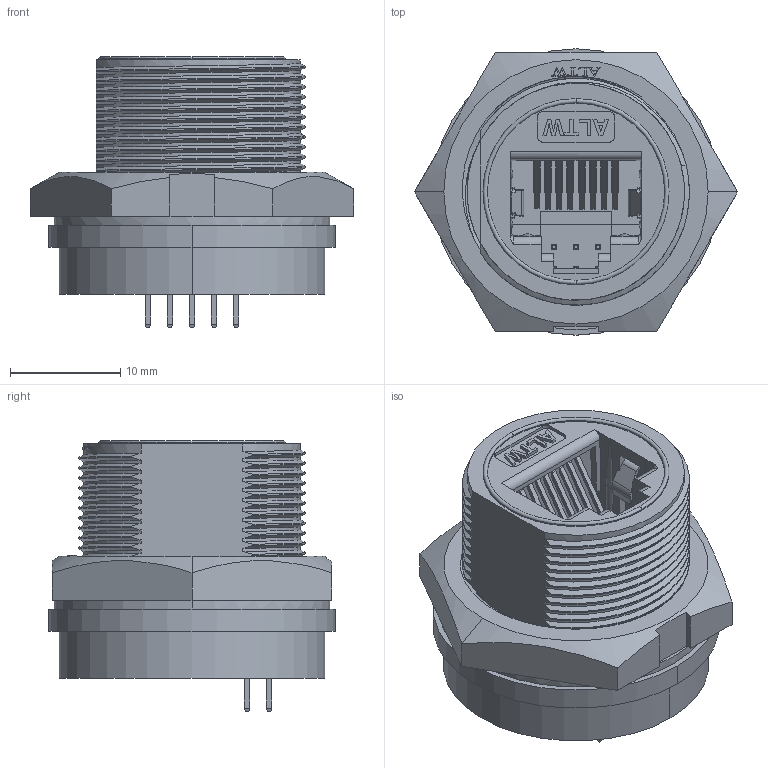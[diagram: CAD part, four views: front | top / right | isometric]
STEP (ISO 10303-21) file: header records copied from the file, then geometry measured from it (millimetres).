
FILE_DESCRIPTION((''),'2;1');
FILE_NAME('RCP-5SPFFC-SCU7001_SW0001','2021-09-17T',('K190067'),(''),'PRO/ENGINEER BY PARAMETRIC TECHNOLOGY CORPORATION, 2013050','PRO/ENGINEER BY PARAMETRIC TECHNOLOGY CORPORATION, 2013050','');
FILE_SCHEMA(('CONFIG_CONTROL_DESIGN'));
Length unit declared in the file: millimetre
Products named in the file (1): RCP-5SPFFC-SCU7001_SW0001
Bounding box: 29.33 x 26 x 24.6 mm (x, y, z)
Volume: 6609.1 mm3; surface area: 5590.9 mm2
Topology: 1 solids, 1 shells, 921 faces, 2455 edges, 1559 vertices
Faces by surface type: plane 543, cylinder 205, bspline 66, extrusion 59, torus 38, cone 10
Entity records: 46331 total; most frequent: CARTESIAN_POINT 17568, ORIENTED_EDGE 4910, DIRECTION 3928, EDGE_CURVE 2455, VECTOR 1792, LINE 1733, VERTEX_POINT 1559, AXIS2_PLACEMENT_3D 1068
